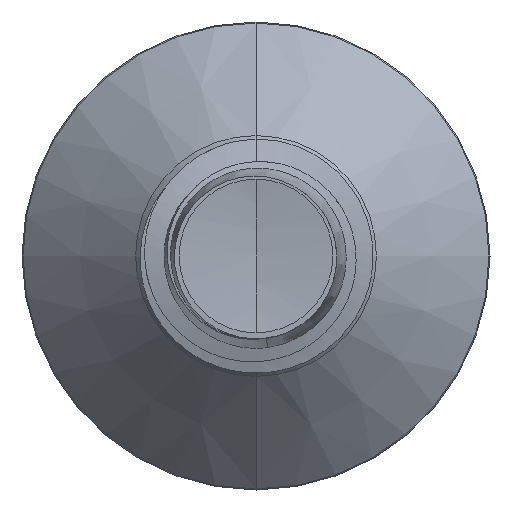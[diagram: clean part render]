
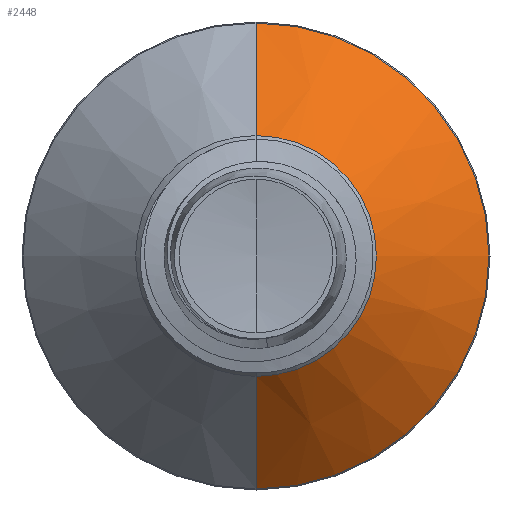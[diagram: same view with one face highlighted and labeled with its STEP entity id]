
A CAD part, front view. The second image highlights one B-rep face of the part: STEP entity #2448.
In plain terms, the highlighted conical face has half-angle 45 degrees and reference radius 3.088 mm.
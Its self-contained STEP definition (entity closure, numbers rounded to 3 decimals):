
#225 = CARTESIAN_POINT ( 'NONE',  ( 0., 2.239, 0. ) ) ;
#314 = EDGE_CURVE ( 'NONE', #4826, #9419, #5882, .T. ) ;
#821 = AXIS2_PLACEMENT_3D ( 'NONE', #8324, #11121, #5266 ) ;
#1118 = EDGE_CURVE ( 'NONE', #6804, #8171, #6198, .T. ) ;
#1853 = AXIS2_PLACEMENT_3D ( 'NONE', #8483, #3500, #3489 ) ;
#2383 = CARTESIAN_POINT ( 'NONE',  ( 0., 2.239, 3.089 ) ) ;
#2426 = DIRECTION ( 'NONE',  ( 0., 1., 0. ) ) ;
#2448 = ADVANCED_FACE ( 'NONE', ( #8742 ), #6872, .T. ) ;
#2470 = VECTOR ( 'NONE', #7421, 1000. ) ;
#3328 = EDGE_CURVE ( 'NONE', #4826, #6804, #8259, .T. ) ;
#3343 = EDGE_CURVE ( 'NONE', #9419, #8171, #6583, .T. ) ;
#3489 = DIRECTION ( 'NONE',  ( 0., 0., 1. ) ) ;
#3500 = DIRECTION ( 'NONE',  ( 0., 1., 0. ) ) ;
#3910 = ORIENTED_EDGE ( 'NONE', *, *, #314, .T. ) ;
#4768 = CARTESIAN_POINT ( 'NONE',  ( 0., 2.239, -3.089 ) ) ;
#4826 = VERTEX_POINT ( 'NONE', #2383 ) ;
#5140 = DIRECTION ( 'NONE',  ( 0., 0., 1. ) ) ;
#5266 = DIRECTION ( 'NONE',  ( 0., 0., 1. ) ) ;
#5802 = ORIENTED_EDGE ( 'NONE', *, *, #3343, .T. ) ;
#5882 = CIRCLE ( 'NONE', #7208, 3.089 ) ;
#6198 = CIRCLE ( 'NONE', #1853, 5.974 ) ;
#6430 = EDGE_LOOP ( 'NONE', ( #3910, #5802, #7548, #9126 ) ) ;
#6569 = CARTESIAN_POINT ( 'NONE',  ( 0., 5.124, -5.974 ) ) ;
#6583 = LINE ( 'NONE', #4768, #2470 ) ;
#6804 = VERTEX_POINT ( 'NONE', #9000 ) ;
#6872 = CONICAL_SURFACE ( 'NONE', #821, 3.089, 0.785 ) ;
#7208 = AXIS2_PLACEMENT_3D ( 'NONE', #225, #2426, #5140 ) ;
#7421 = DIRECTION ( 'NONE',  ( 0., 0.707, -0.707 ) ) ;
#7448 = DIRECTION ( 'NONE',  ( 0., 0.707, 0.707 ) ) ;
#7548 = ORIENTED_EDGE ( 'NONE', *, *, #1118, .F. ) ;
#8171 = VERTEX_POINT ( 'NONE', #6569 ) ;
#8259 = LINE ( 'NONE', #8672, #10548 ) ;
#8324 = CARTESIAN_POINT ( 'NONE',  ( 0., 2.239, 0. ) ) ;
#8483 = CARTESIAN_POINT ( 'NONE',  ( 0., 5.124, 0. ) ) ;
#8514 = CARTESIAN_POINT ( 'NONE',  ( 0., 2.239, -3.089 ) ) ;
#8672 = CARTESIAN_POINT ( 'NONE',  ( 0., 2.239, 3.089 ) ) ;
#8742 = FACE_OUTER_BOUND ( 'NONE', #6430, .T. ) ;
#9000 = CARTESIAN_POINT ( 'NONE',  ( 0., 5.124, 5.974 ) ) ;
#9126 = ORIENTED_EDGE ( 'NONE', *, *, #3328, .F. ) ;
#9419 = VERTEX_POINT ( 'NONE', #8514 ) ;
#10548 = VECTOR ( 'NONE', #7448, 1000. ) ;
#11121 = DIRECTION ( 'NONE',  ( 0., 1., 0. ) ) ;
